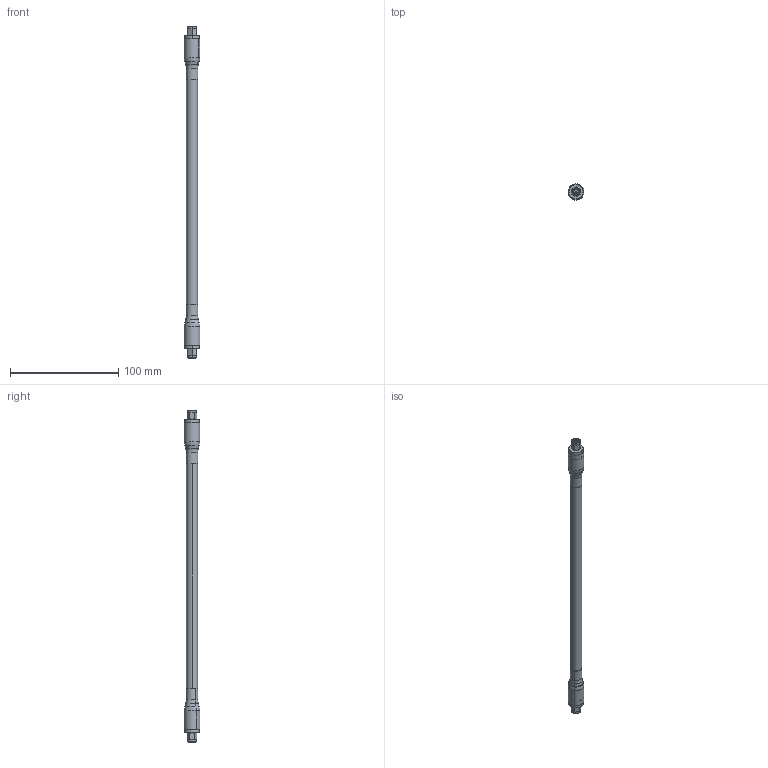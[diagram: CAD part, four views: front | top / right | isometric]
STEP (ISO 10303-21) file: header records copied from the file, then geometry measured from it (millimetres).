
FILE_DESCRIPTION (( 'STEP AP214' ), '1' );
FILE_NAME ('FMC0202400LF_3D.step', '2024-03-06T01:17:25', ( '' ), ( '' ), 'SwSTEP 2.0', 'SolidWorks 2022', '' );
FILE_SCHEMA (( 'AUTOMOTIVE_DESIGN' ));
Length unit declared in the file: inch
Products named in the file (7): 1AB01-029-MA2_默认; FMC0202400LF_3D; 1AB01-029-MA1_默认; LMR-400_10-INCH LENGTH; 1AB01-029-MA3_默认; LMR-400_HEATSHRINK-FM_FOR N-MALE CONN PE44522; 1AB01-029_默认
Assembly tree (8 placements, depth 3):
  FMC0202400LF_3D
    LMR-400_10-INCH LENGTH
    LMR-400_HEATSHRINK-FM_FOR N-MALE CONN PE44522  x2
    1AB01-029_默认  x2
      1AB01-029-MA1_默认
      1AB01-029-MA2_默认
      1AB01-029-MA3_默认
Bounding box: 14.6 x 14.6 x 307.2 mm (x, y, z)
Volume: 26507.6 mm3; surface area: 20617 mm2
Topology: 9 solids, 9 shells, 2032 faces, 4128 edges, 2126 vertices
Faces by surface type: bspline 1296, cylinder 446, cone 138, plane 88, torus 64
Entity records: 40305 total; most frequent: CARTESIAN_POINT 26029, ORIENTED_EDGE 4126, EDGE_CURVE 2063, DIRECTION 1374, VERTEX_POINT 1065, EDGE_LOOP 1036, FACE_OUTER_BOUND 1018, ADVANCED_FACE 1018
